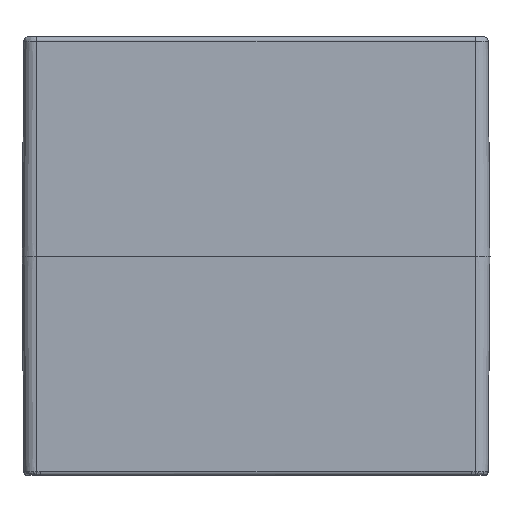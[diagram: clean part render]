
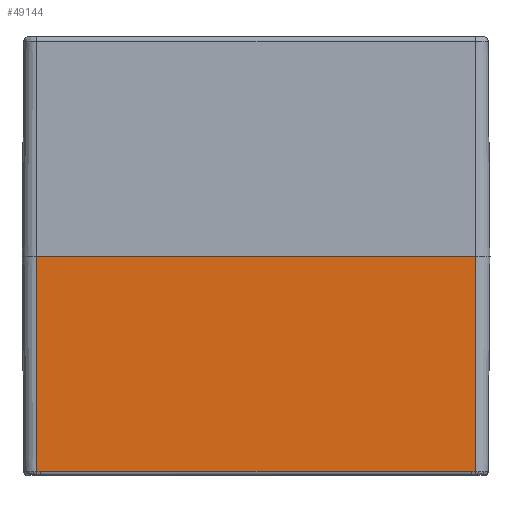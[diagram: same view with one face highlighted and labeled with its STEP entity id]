
A CAD part, left-side view. The second image highlights one B-rep face of the part: STEP entity #49144.
In plain terms, the highlighted planar face has unit normal (-1, 0, -0.009).
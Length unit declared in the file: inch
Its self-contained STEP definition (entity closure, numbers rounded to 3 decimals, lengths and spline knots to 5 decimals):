
#3394 = DIRECTION ( 'NONE',  ( 0., 1., 0. ) ) ;
#3866 = VECTOR ( 'NONE', #39143, 39.37008 ) ;
#4849 = CARTESIAN_POINT ( 'NONE',  ( -4.89595, 2.9433, -2.90016 ) ) ;
#5755 = LINE ( 'NONE', #47190, #97370 ) ;
#6538 = DIRECTION ( 'NONE',  ( -0.009, 0., 1. ) ) ;
#6898 = CARTESIAN_POINT ( 'NONE',  ( -4.89595, -2.95276, -2.90013 ) ) ;
#11603 = CARTESIAN_POINT ( 'NONE',  ( -4.92126, 2.95276, 0. ) ) ;
#13758 = AXIS2_PLACEMENT_3D ( 'NONE', #16374, #90632, #6538 ) ;
#14414 = CARTESIAN_POINT ( 'NONE',  ( -4.89595, -2.95276, -2.90013 ) ) ;
#14540 = VERTEX_POINT ( 'NONE', #39763 ) ;
#15598 = LINE ( 'NONE', #47737, #3866 ) ;
#15657 = CARTESIAN_POINT ( 'NONE',  ( -4.89595, -2.90049, -2.90007 ) ) ;
#16046 = CARTESIAN_POINT ( 'NONE',  ( -4.89595, -2.92538, -2.90013 ) ) ;
#16374 = CARTESIAN_POINT ( 'NONE',  ( -4.92126, 2.95276, 0. ) ) ;
#24051 = CARTESIAN_POINT ( 'NONE',  ( -4.89595, 2.90204, -2.90007 ) ) ;
#24703 = ORIENTED_EDGE ( 'NONE', *, *, #97906, .T. ) ;
#24884 = LINE ( 'NONE', #49689, #101830 ) ;
#25476 = B_SPLINE_CURVE_WITH_KNOTS ( 'NONE', 3,
 ( #117520, #15657, #71720, #51878, #108126, #61616, #79827, #89121, #16046, #62013, #71299, #52662, #14414 ),
 .UNSPECIFIED., .F., .F.,
 ( 4, 1, 1, 1, 1, 1, 2, 2, 4 ),
 ( 0., 0.25, 0.375, 0.4375, 0.46875, 0.48438, 0.49219, 0.5, 1. ),
 .UNSPECIFIED. ) ;
#26799 = DIRECTION ( 'NONE',  ( 0.009, 0., -1. ) ) ;
#28107 = ORIENTED_EDGE ( 'NONE', *, *, #53224, .T. ) ;
#28271 = VERTEX_POINT ( 'NONE', #31405 ) ;
#28702 = EDGE_CURVE ( 'NONE', #14540, #94439, #89077, .T. ) ;
#31405 = CARTESIAN_POINT ( 'NONE',  ( -4.89595, 2.95276, -2.90013 ) ) ;
#35019 = ORIENTED_EDGE ( 'NONE', *, *, #28702, .T. ) ;
#39143 = DIRECTION ( 'NONE',  ( 0., 1., 0. ) ) ;
#39763 = CARTESIAN_POINT ( 'NONE',  ( -4.92126, -2.95276, 0. ) ) ;
#41165 = VERTEX_POINT ( 'NONE', #115061 ) ;
#42382 = CARTESIAN_POINT ( 'NONE',  ( -4.89595, 2.92703, -2.90014 ) ) ;
#42889 = PLANE ( 'NONE',  #13758 ) ;
#44557 = B_SPLINE_CURVE_WITH_KNOTS ( 'NONE', 3,
 ( #67613, #78866, #4849, #106325, #60603, #79638, #42382, #70355, #80048, #52077, #116953, #24051, #61007 ),
 .UNSPECIFIED., .F., .F.,
 ( 4, 1, 1, 1, 1, 1, 2, 2, 4 ),
 ( 0., 0.25, 0.375, 0.4375, 0.46875, 0.48437, 0.49219, 0.5, 1. ),
 .UNSPECIFIED. ) ;
#47190 = CARTESIAN_POINT ( 'NONE',  ( -4.92126, 2.95276, 0. ) ) ;
#47737 = CARTESIAN_POINT ( 'NONE',  ( -4.89595, 1.47638, -2.90007 ) ) ;
#49144 = ADVANCED_FACE ( 'NONE', ( #96065 ), #42889, .T. ) ;
#49689 = CARTESIAN_POINT ( 'NONE',  ( -4.92126, -2.95276, 0. ) ) ;
#51657 = EDGE_CURVE ( 'NONE', #77635, #14540, #24884, .T. ) ;
#51878 = CARTESIAN_POINT ( 'NONE',  ( -4.89595, -2.91416, -2.9001 ) ) ;
#52077 = CARTESIAN_POINT ( 'NONE',  ( -4.89595, 2.92607, -2.90014 ) ) ;
#52662 = CARTESIAN_POINT ( 'NONE',  ( -4.89595, -2.94579, -2.90017 ) ) ;
#53224 = EDGE_CURVE ( 'NONE', #41165, #77635, #25476, .T. ) ;
#58590 = DIRECTION ( 'NONE',  ( -0.009, 0., 1. ) ) ;
#60603 = CARTESIAN_POINT ( 'NONE',  ( -4.89595, 2.93054, -2.90015 ) ) ;
#61007 = CARTESIAN_POINT ( 'NONE',  ( -4.89595, 2.89892, -2.90007 ) ) ;
#61616 = CARTESIAN_POINT ( 'NONE',  ( -4.89595, -2.92268, -2.90013 ) ) ;
#62013 = CARTESIAN_POINT ( 'NONE',  ( -4.89595, -2.92567, -2.90014 ) ) ;
#67613 = CARTESIAN_POINT ( 'NONE',  ( -4.89595, 2.95276, -2.90013 ) ) ;
#70355 = CARTESIAN_POINT ( 'NONE',  ( -4.89595, 2.92652, -2.90014 ) ) ;
#70747 = EDGE_CURVE ( 'NONE', #41165, #97281, #15598, .T. ) ;
#71299 = CARTESIAN_POINT ( 'NONE',  ( -4.89595, -2.93682, -2.90017 ) ) ;
#71720 = CARTESIAN_POINT ( 'NONE',  ( -4.89595, -2.90503, -2.90008 ) ) ;
#77116 = CARTESIAN_POINT ( 'NONE',  ( -4.92126, 2.95276, 0. ) ) ;
#77495 = VECTOR ( 'NONE', #3394, 39.37008 ) ;
#77635 = VERTEX_POINT ( 'NONE', #6898 ) ;
#78866 = CARTESIAN_POINT ( 'NONE',  ( -4.89595, 2.94928, -2.90015 ) ) ;
#78873 = ORIENTED_EDGE ( 'NONE', *, *, #102601, .T. ) ;
#79638 = CARTESIAN_POINT ( 'NONE',  ( -4.89595, 2.92822, -2.90014 ) ) ;
#79827 = CARTESIAN_POINT ( 'NONE',  ( -4.89595, -2.92424, -2.90013 ) ) ;
#80048 = CARTESIAN_POINT ( 'NONE',  ( -4.89595, 2.92618, -2.90014 ) ) ;
#82080 = ORIENTED_EDGE ( 'NONE', *, *, #51657, .T. ) ;
#88750 = EDGE_LOOP ( 'NONE', ( #24703, #112003, #28107, #82080, #35019, #78873 ) ) ;
#89077 = LINE ( 'NONE', #11603, #77495 ) ;
#89121 = CARTESIAN_POINT ( 'NONE',  ( -4.89595, -2.92492, -2.90013 ) ) ;
#90632 = DIRECTION ( 'NONE',  ( -1., 0., -0.009 ) ) ;
#94439 = VERTEX_POINT ( 'NONE', #77116 ) ;
#96065 = FACE_OUTER_BOUND ( 'NONE', #88750, .T. ) ;
#97281 = VERTEX_POINT ( 'NONE', #116179 ) ;
#97370 = VECTOR ( 'NONE', #26799, 39.37008 ) ;
#97906 = EDGE_CURVE ( 'NONE', #28271, #97281, #44557, .T. ) ;
#101830 = VECTOR ( 'NONE', #58590, 39.37008 ) ;
#102601 = EDGE_CURVE ( 'NONE', #94439, #28271, #5755, .T. ) ;
#106325 = CARTESIAN_POINT ( 'NONE',  ( -4.89595, 2.93501, -2.90016 ) ) ;
#108126 = CARTESIAN_POINT ( 'NONE',  ( -4.89595, -2.91968, -2.90012 ) ) ;
#112003 = ORIENTED_EDGE ( 'NONE', *, *, #70747, .F. ) ;
#115061 = CARTESIAN_POINT ( 'NONE',  ( -4.89595, -2.89892, -2.90007 ) ) ;
#116179 = CARTESIAN_POINT ( 'NONE',  ( -4.89595, 2.89892, -2.90007 ) ) ;
#116953 = CARTESIAN_POINT ( 'NONE',  ( -4.89595, 2.91101, -2.90009 ) ) ;
#117520 = CARTESIAN_POINT ( 'NONE',  ( -4.89595, -2.89892, -2.90007 ) ) ;
